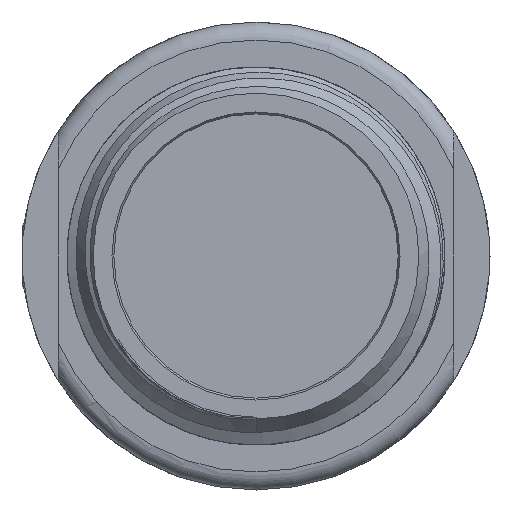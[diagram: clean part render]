
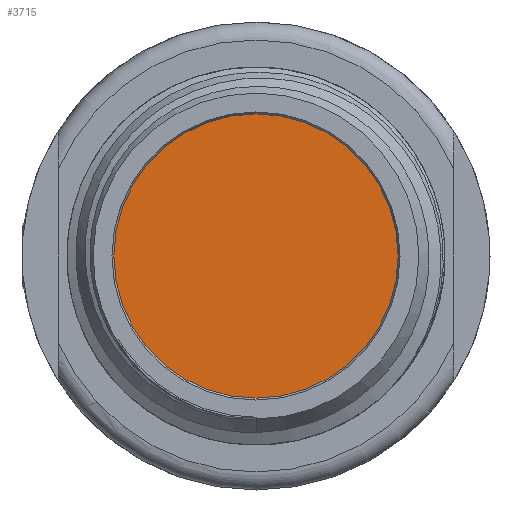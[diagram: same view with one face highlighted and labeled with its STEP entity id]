
A CAD part, left-side view. The second image highlights one B-rep face of the part: STEP entity #3715.
In plain terms, the highlighted planar face has unit normal (-1, 0, 0).
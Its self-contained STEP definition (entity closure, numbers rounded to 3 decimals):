
#135=PLANE('',#4189);
#929=FACE_OUTER_BOUND('',#1176,.T.);
#1176=EDGE_LOOP('',(#3277,#3278));
#1431=CIRCLE('',#4190,7.898);
#1432=CIRCLE('',#4191,7.898);
#1805=VERTEX_POINT('',#12110);
#1806=VERTEX_POINT('',#12111);
#2316=EDGE_CURVE('',#1805,#1806,#1431,.T.);
#2317=EDGE_CURVE('',#1806,#1805,#1432,.T.);
#3277=ORIENTED_EDGE('',*,*,#2316,.F.);
#3278=ORIENTED_EDGE('',*,*,#2317,.F.);
#3715=ADVANCED_FACE('',(#929),#135,.T.);
#4189=AXIS2_PLACEMENT_3D('',#12109,#5140,#5141);
#4190=AXIS2_PLACEMENT_3D('',#12112,#5142,#5143);
#4191=AXIS2_PLACEMENT_3D('',#12113,#5144,#5145);
#5140=DIRECTION('center_axis',(-1.,0.,0.));
#5141=DIRECTION('ref_axis',(0.,0.,1.));
#5142=DIRECTION('center_axis',(1.,0.,0.));
#5143=DIRECTION('ref_axis',(0.,0.,-1.));
#5144=DIRECTION('center_axis',(1.,0.,0.));
#5145=DIRECTION('ref_axis',(0.,0.,-1.));
#12109=CARTESIAN_POINT('Origin',(-21.802,7.898,0.));
#12110=CARTESIAN_POINT('',(-21.802,7.898,0.));
#12111=CARTESIAN_POINT('',(-21.802,-7.898,0.));
#12112=CARTESIAN_POINT('Origin',(-21.802,0.,0.));
#12113=CARTESIAN_POINT('Origin',(-21.802,0.,0.));
